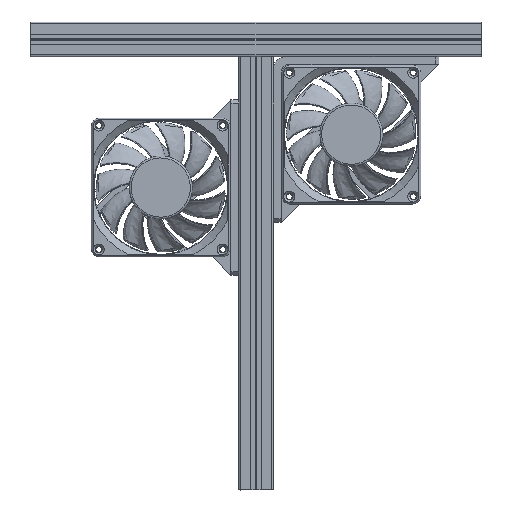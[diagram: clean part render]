
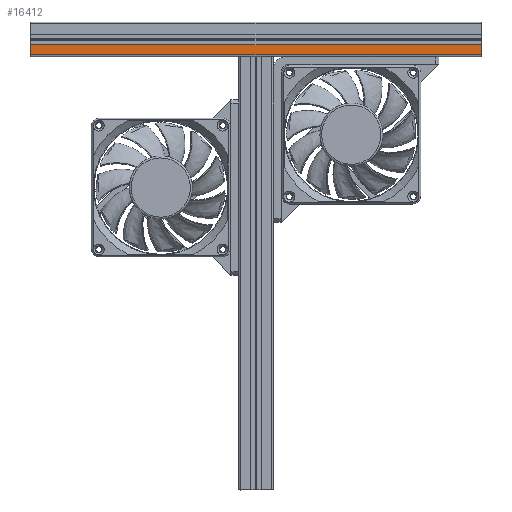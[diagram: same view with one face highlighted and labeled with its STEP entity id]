
A CAD part, top view. The second image highlights one B-rep face of the part: STEP entity #16412.
In plain terms, the highlighted face is planar.
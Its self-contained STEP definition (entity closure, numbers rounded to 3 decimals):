
#876=PLANE('',#17955);
#2380=LINE('',#30246,#3854);
#2443=LINE('',#30381,#3917);
#2495=LINE('',#30487,#3969);
#2496=LINE('',#30489,#3970);
#3854=VECTOR('',#21870,10.);
#3917=VECTOR('',#22005,10.);
#3969=VECTOR('',#22113,10.);
#3970=VECTOR('',#22116,1000.);
#5125=FACE_OUTER_BOUND('',#6087,.T.);
#6087=EDGE_LOOP('',(#15202,#15203,#15204,#15205));
#8138=VERTEX_POINT('',#30243);
#8139=VERTEX_POINT('',#30245);
#8173=VERTEX_POINT('',#30377);
#8175=VERTEX_POINT('',#30380);
#10436=EDGE_CURVE('',#8139,#8138,#2380,.F.);
#10503=EDGE_CURVE('',#8175,#8173,#2443,.F.);
#10557=EDGE_CURVE('',#8138,#8175,#2495,.T.);
#10558=EDGE_CURVE('',#8139,#8173,#2496,.T.);
#15202=ORIENTED_EDGE('',*,*,#10436,.T.);
#15203=ORIENTED_EDGE('',*,*,#10557,.T.);
#15204=ORIENTED_EDGE('',*,*,#10503,.T.);
#15205=ORIENTED_EDGE('',*,*,#10558,.F.);
#16412=ADVANCED_FACE('',(#5125),#876,.T.);
#17955=AXIS2_PLACEMENT_3D('',#30488,#22114,#22115);
#21870=DIRECTION('',(0.,1.,0.));
#22005=DIRECTION('',(0.,-1.,0.));
#22113=DIRECTION('',(0.,0.,1.));
#22114=DIRECTION('center_axis',(-1.,0.,0.));
#22115=DIRECTION('ref_axis',(0.,0.,
1.));
#22116=DIRECTION('',(0.,0.,1.));
#30243=CARTESIAN_POINT('',(-6.8,323.935,-101.141));
#30245=CARTESIAN_POINT('',(-6.8,329.935,-101.141));
#30246=CARTESIAN_POINT('',(-6.8,331.435,-101.141));
#30377=CARTESIAN_POINT('',(-6.8,329.935,158.859));
#30380=CARTESIAN_POINT('',(-6.8,323.935,158.859));
#30381=CARTESIAN_POINT('',(-6.8,326.935,158.859));
#30487=CARTESIAN_POINT('',(-6.8,323.935,10.5));
#30488=CARTESIAN_POINT('Origin',(-6.8,329.935,-259.5));
#30489=CARTESIAN_POINT('',(-6.8,329.935,-259.5));
